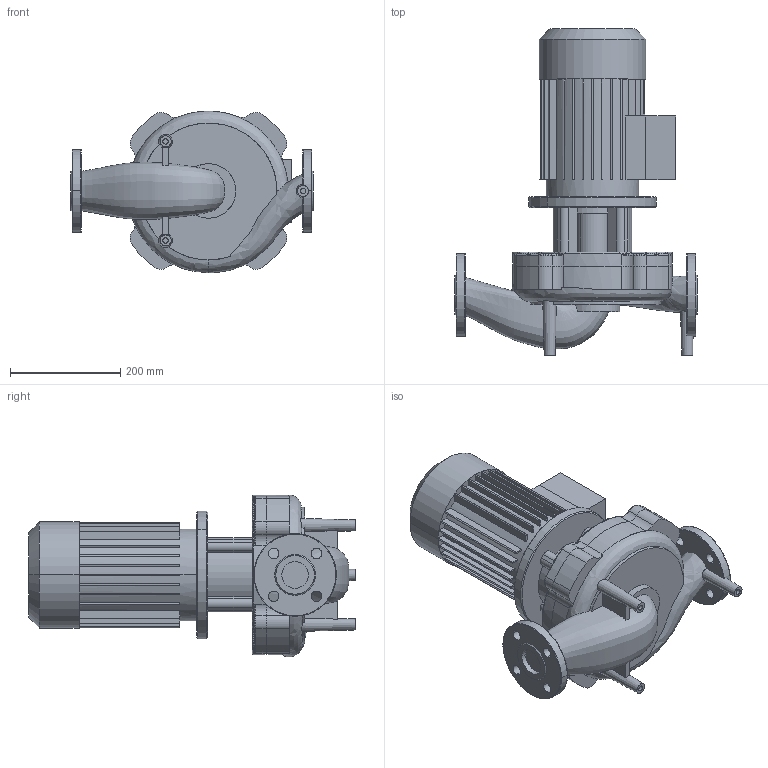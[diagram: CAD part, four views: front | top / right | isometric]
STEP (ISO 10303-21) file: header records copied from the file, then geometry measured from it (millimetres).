
FILE_DESCRIPTION((''),'2;1');
FILE_NAME('3d_IL40_220-1_5_4-2120752.stp','2016-05-24T11:16:11',(''),(''),'Mechanical Desktop 2009','Mechanical Desktop 2009',', , ');
FILE_SCHEMA(('CONFIG_CONTROL_DESIGN'));
Length unit declared in the file: millimetre
Products named in the file (1): Product
Bounding box: 440 x 594.69 x 293.95 mm (x, y, z)
Volume: 19214105.2 mm3; surface area: 1117168.2 mm2
Topology: 10 solids, 10 shells, 471 faces, 1278 edges, 828 vertices
Faces by surface type: plane 148, cylinder 138, bspline 126, torus 48, cone 11
Entity records: 24563 total; most frequent: CARTESIAN_POINT 12748, ORIENTED_EDGE 2540, DIRECTION 2398, EDGE_CURVE 1270, AXIS2_PLACEMENT_3D 930, VERTEX_POINT 828, CIRCLE 584, VECTOR 538
